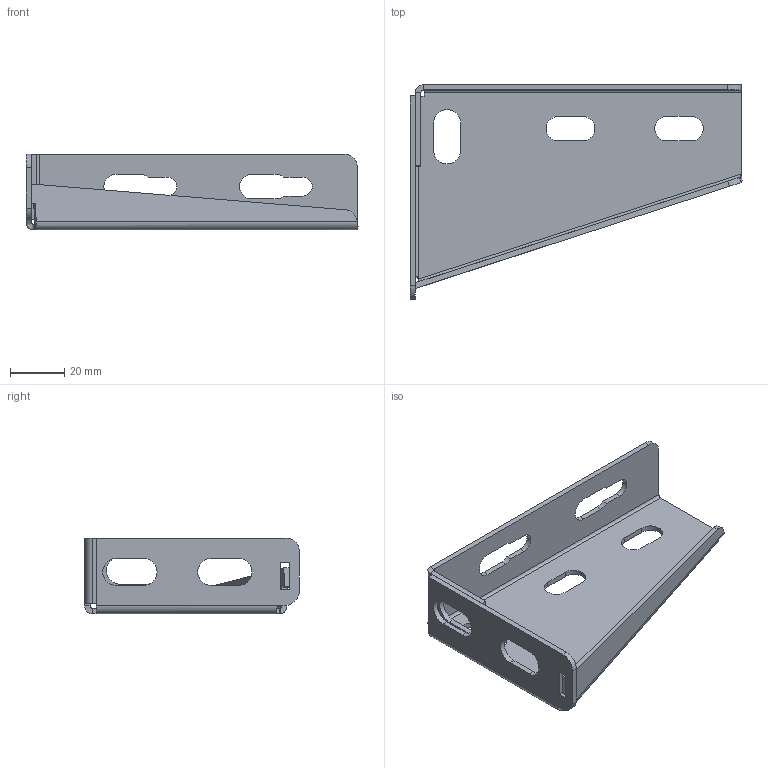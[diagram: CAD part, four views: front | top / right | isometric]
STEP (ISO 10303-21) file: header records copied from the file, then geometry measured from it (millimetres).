
FILE_DESCRIPTION(/* description */ (''),/* implementation_level */ '2;1');
FILE_NAME(/* name */ 'WWS100.stp',/* time_stamp */ '2020-11-04T14:58:45+01:00',/* author */ ('stanislaw.luczak'),/* organization */ (''),/* preprocessor_version */ 'ST-DEVELOPER v18.1',/* originating_system */ 'Autodesk Inventor 2021',/* authorisation */ '');
FILE_SCHEMA (('AUTOMOTIVE_DESIGN { 1 0 10303 214 3 1 1 }'));
Length unit declared in the file: millimetre
Products named in the file (1): WWS100
Bounding box: 122.43 x 79.2 x 28 mm (x, y, z)
Volume: 24075.1 mm3; surface area: 26084.5 mm2
Topology: 1 solids, 1 shells, 94 faces, 249 edges, 157 vertices
Faces by surface type: plane 57, cylinder 33, bspline 4
Entity records: 3492 total; most frequent: CARTESIAN_POINT 1067, ORIENTED_EDGE 498, DIRECTION 483, EDGE_CURVE 249, LINE 181, VECTOR 181, VERTEX_POINT 157, AXIS2_PLACEMENT_3D 151
